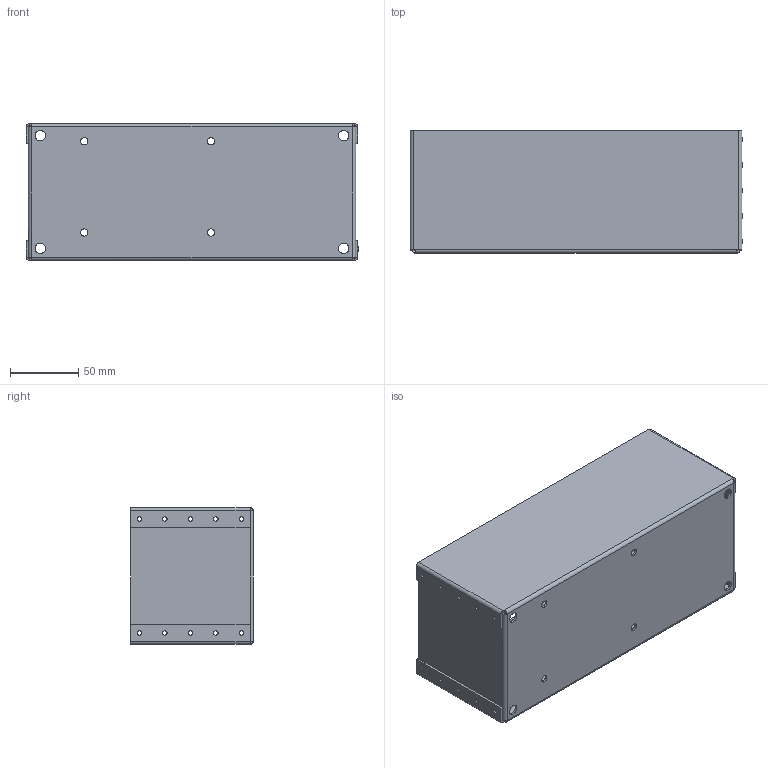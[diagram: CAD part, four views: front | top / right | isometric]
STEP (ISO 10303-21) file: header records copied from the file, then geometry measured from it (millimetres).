
FILE_DESCRIPTION (( 'STEP AP214' ), '1' );
FILE_NAME ('lv_box_container.STEP', '2025-03-18T06:20:18', ( '' ), ( '' ), 'SwSTEP 2.0', 'SolidWorks 2024', '' );
FILE_SCHEMA (( 'AUTOMOTIVE_DESIGN' ));
Length unit declared in the file: inch
Products named in the file (1): lv_box_container
Bounding box: 242.86 x 89.75 x 100.12 mm (x, y, z)
Volume: 136674.5 mm3; surface area: 174425.5 mm2
Topology: 1 solids, 1 shells, 177 faces, 461 edges, 286 vertices
Faces by surface type: cylinder 116, plane 53, bspline 8
Entity records: 8335 total; most frequent: CARTESIAN_POINT 1349, DIRECTION 1001, ORIENTED_EDGE 922, EDGE_CURVE 461, AXIS2_PLACEMENT_3D 386, VERTEX_POINT 286, EDGE_LOOP 277, LINE 229
